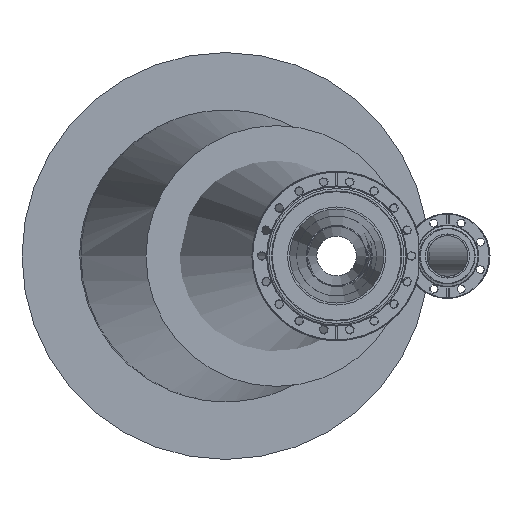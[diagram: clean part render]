
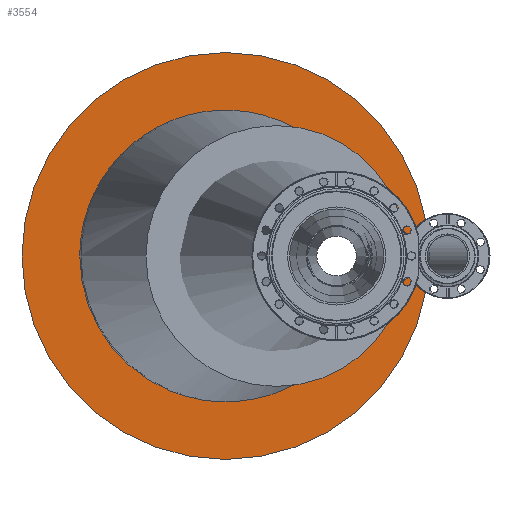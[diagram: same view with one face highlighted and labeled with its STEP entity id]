
A CAD part, left-side view. The second image highlights one B-rep face of the part: STEP entity #3554.
In plain terms, the highlighted face is planar.
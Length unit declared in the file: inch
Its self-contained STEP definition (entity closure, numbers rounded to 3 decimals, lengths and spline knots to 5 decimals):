
#97=B_SPLINE_CURVE_WITH_KNOTS('',3,(#6102,#6103,#6104,#6105,#6106,#6107,
#6108,#6109,#6110,#6111,#6112,#6113,#6114,#6115,#6116,#6117,#6118,#6119,
#6120,#6121,#6122,#6123,#6124,#6125,#6126,#6127,#6128,#6129,#6130,#6131,
#6132,#6133,#6134,#6135,#6136,#6137,#6138,#6139,#6140,#6141,#6142,#6143,
#6144,#6145,#6146,#6147,#6148,#6149,#6150,#6151,#6152,#6153,#6154,#6155,
#6156,#6157,#6158,#6159,#6160,#6161,#6162,#6163,#6164,#6165,#6166,#6167,
#6168,#6169,#6170,#6171,#6172,#6173,#6174,#6175,#6176,#6177),
 .UNSPECIFIED.,.T.,.F.,(4,3,3,3,3,3,3,3,3,3,3,3,3,3,3,3,3,3,3,3,3,3,3,3,
3,4),(-81.66616,-78.34262,-75.01908,-71.69554,
-68.372,-63.94062,-59.50924,-55.07785,
-52.86216,-50.64647,-46.21509,-41.7837,
-37.35232,-32.92094,-28.48955,-24.05817,
-19.62678,-15.1954,-11.87186,-8.54833,
-5.22479,-1.90125,1.42229,4.74583,8.06936,
11.3929),.UNSPECIFIED.);
#214=FACE_BOUND('',#716,.T.);
#310=PLANE('',#4193);
#475=FACE_OUTER_BOUND('',#715,.T.);
#715=EDGE_LOOP('',(#2566));
#716=EDGE_LOOP('',(#2567));
#1381=CIRCLE('',#4194,20.592);
#1668=VERTEX_POINT('',#6099);
#1669=VERTEX_POINT('',#6101);
#2005=EDGE_CURVE('',#1668,#1668,#1381,.T.);
#2006=EDGE_CURVE('',#1669,#1669,#97,.T.);
#2566=ORIENTED_EDGE('',*,*,#2005,.T.);
#2567=ORIENTED_EDGE('',*,*,#2006,.F.);
#3554=ADVANCED_FACE('',(#475,#214),#310,.F.);
#4193=AXIS2_PLACEMENT_3D('',#6098,#4828,#4829);
#4194=AXIS2_PLACEMENT_3D('',#6100,#4830,#4831);
#4828=DIRECTION('center_axis',(0.,0.,1.));
#4829=DIRECTION('ref_axis',(1.,0.,0.));
#4830=DIRECTION('center_axis',(0.,0.,-1.));
#4831=DIRECTION('ref_axis',(1.,0.,0.));
#6098=CARTESIAN_POINT('Origin',(9.952,0.,399.));
#6099=CARTESIAN_POINT('',(-10.64,0.,399.));
#6100=CARTESIAN_POINT('Origin',(9.952,0.,399.));
#6101=CARTESIAN_POINT('',(24.69365,0.,399.));
#6102=CARTESIAN_POINT('Ctrl Pts',(24.69365,0.,
399.));
#6103=CARTESIAN_POINT('Ctrl Pts',(24.69365,-1.10453,399.));
#6104=CARTESIAN_POINT('Ctrl Pts',(24.5692,-2.20904,399.));
#6105=CARTESIAN_POINT('Ctrl Pts',(24.32343,-3.28589,399.));
#6106=CARTESIAN_POINT('Ctrl Pts',(24.07766,-4.36274,399.));
#6107=CARTESIAN_POINT('Ctrl Pts',(23.71058,-5.41192,399.));
#6108=CARTESIAN_POINT('Ctrl Pts',(23.23134,-6.40705,399.));
#6109=CARTESIAN_POINT('Ctrl Pts',(22.7521,-7.40219,399.));
#6110=CARTESIAN_POINT('Ctrl Pts',(22.16071,-8.34327,399.));
#6111=CARTESIAN_POINT('Ctrl Pts',(21.47208,-9.20687,399.));
#6112=CARTESIAN_POINT('Ctrl Pts',(20.78345,-10.07047,399.));
#6113=CARTESIAN_POINT('Ctrl Pts',(19.99759,-10.85659,399.));
#6114=CARTESIAN_POINT('Ctrl Pts',(19.134,-11.54519,399.));
#6115=CARTESIAN_POINT('Ctrl Pts',(17.98255,-12.46333,399.));
#6116=CARTESIAN_POINT('Ctrl Pts',(16.6929,-13.20808,399.));
#6117=CARTESIAN_POINT('Ctrl Pts',(15.32203,-13.74607,399.));
#6118=CARTESIAN_POINT('Ctrl Pts',(13.95117,-14.28406,399.));
#6119=CARTESIAN_POINT('Ctrl Pts',(12.49908,-14.61527,399.));
#6120=CARTESIAN_POINT('Ctrl Pts',(11.03051,-14.72526,399.));
#6121=CARTESIAN_POINT('Ctrl Pts',(9.56195,-14.83525,399.));
#6122=CARTESIAN_POINT('Ctrl Pts',(8.07692,-14.72402,399.));
#6123=CARTESIAN_POINT('Ctrl Pts',(6.64117,-14.3964,399.));
#6124=CARTESIAN_POINT('Ctrl Pts',(5.92329,-14.23259,399.));
#6125=CARTESIAN_POINT('Ctrl Pts',(5.21774,-14.01469,399.));
#6126=CARTESIAN_POINT('Ctrl Pts',(4.53225,-13.74566,399.));
#6127=CARTESIAN_POINT('Ctrl Pts',(3.84677,-13.47664,399.));
#6128=CARTESIAN_POINT('Ctrl Pts',(3.18135,-13.15649,399.));
#6129=CARTESIAN_POINT('Ctrl Pts',(2.54369,-12.7883,399.));
#6130=CARTESIAN_POINT('Ctrl Pts',(1.26837,-12.05192,399.));
#6131=CARTESIAN_POINT('Ctrl Pts',(0.10409,-11.12333,399.));
#6132=CARTESIAN_POINT('Ctrl Pts',(-0.8976,-10.04383,
399.));
#6133=CARTESIAN_POINT('Ctrl Pts',(-1.89928,-8.96432,399.));
#6134=CARTESIAN_POINT('Ctrl Pts',(-2.73836,-7.73389,399.));
#6135=CARTESIAN_POINT('Ctrl Pts',(-3.37732,-6.40708,399.));
#6136=CARTESIAN_POINT('Ctrl Pts',(-4.01628,-5.08027,399.));
#6137=CARTESIAN_POINT('Ctrl Pts',(-4.45512,-3.65709,399.));
#6138=CARTESIAN_POINT('Ctrl Pts',(-4.67458,-2.20088,399.));
#6139=CARTESIAN_POINT('Ctrl Pts',(-4.89404,-0.74467,
399.));
#6140=CARTESIAN_POINT('Ctrl Pts',(-4.89413,0.74455,399.));
#6141=CARTESIAN_POINT('Ctrl Pts',(-4.67465,2.20077,399.));
#6142=CARTESIAN_POINT('Ctrl Pts',(-4.45516,3.65698,399.));
#6143=CARTESIAN_POINT('Ctrl Pts',(-4.01612,5.08018,399.));
#6144=CARTESIAN_POINT('Ctrl Pts',(-3.37713,6.40699,399.));
#6145=CARTESIAN_POINT('Ctrl Pts',(-2.73815,7.73379,399.));
#6146=CARTESIAN_POINT('Ctrl Pts',(-1.89923,8.96421,399.));
#6147=CARTESIAN_POINT('Ctrl Pts',(-0.8976,10.04379,399.));
#6148=CARTESIAN_POINT('Ctrl Pts',(0.10403,11.12337,399.));
#6149=CARTESIAN_POINT('Ctrl Pts',(1.26836,12.05211,399.));
#6150=CARTESIAN_POINT('Ctrl Pts',(2.54371,12.78844,399.));
#6151=CARTESIAN_POINT('Ctrl Pts',(3.81905,13.52477,399.));
#6152=CARTESIAN_POINT('Ctrl Pts',(5.2054,14.06868,399.));
#6153=CARTESIAN_POINT('Ctrl Pts',(6.64113,14.39652,399.));
#6154=CARTESIAN_POINT('Ctrl Pts',(7.71793,14.64239,399.));
#6155=CARTESIAN_POINT('Ctrl Pts',(8.82251,14.76672,399.));
#6156=CARTESIAN_POINT('Ctrl Pts',(9.92705,14.76668,399.));
#6157=CARTESIAN_POINT('Ctrl Pts',(11.03159,14.76664,399.));
#6158=CARTESIAN_POINT('Ctrl Pts',(12.13609,14.64223,399.));
#6159=CARTESIAN_POINT('Ctrl Pts',(13.21292,14.39647,399.));
#6160=CARTESIAN_POINT('Ctrl Pts',(14.28975,14.1507,399.));
#6161=CARTESIAN_POINT('Ctrl Pts',(15.33891,13.78359,399.));
#6162=CARTESIAN_POINT('Ctrl Pts',(16.33405,13.30435,399.));
#6163=CARTESIAN_POINT('Ctrl Pts',(17.3292,12.82511,399.));
#6164=CARTESIAN_POINT('Ctrl Pts',(18.27034,12.23374,399.));
#6165=CARTESIAN_POINT('Ctrl Pts',(19.13388,11.54507,399.));
#6166=CARTESIAN_POINT('Ctrl Pts',(19.99743,10.8564,399.));
#6167=CARTESIAN_POINT('Ctrl Pts',(20.78339,10.07044,399.));
#6168=CARTESIAN_POINT('Ctrl Pts',(21.47205,9.20688,399.));
#6169=CARTESIAN_POINT('Ctrl Pts',(22.16071,8.34332,399.));
#6170=CARTESIAN_POINT('Ctrl Pts',(22.75207,7.40217,399.));
#6171=CARTESIAN_POINT('Ctrl Pts',(23.2313,6.40702,399.));
#6172=CARTESIAN_POINT('Ctrl Pts',(23.71054,5.41188,399.));
#6173=CARTESIAN_POINT('Ctrl Pts',(24.07765,4.36273,399.));
#6174=CARTESIAN_POINT('Ctrl Pts',(24.32342,3.28589,399.));
#6175=CARTESIAN_POINT('Ctrl Pts',(24.5692,2.20906,399.));
#6176=CARTESIAN_POINT('Ctrl Pts',(24.69365,1.10453,399.));
#6177=CARTESIAN_POINT('Ctrl Pts',(24.69365,0.,
399.));
